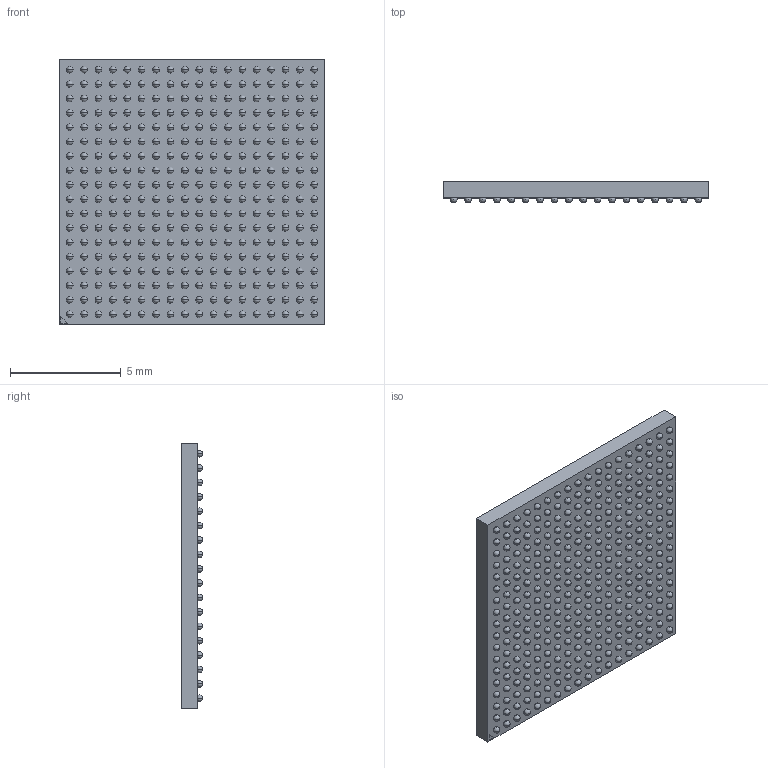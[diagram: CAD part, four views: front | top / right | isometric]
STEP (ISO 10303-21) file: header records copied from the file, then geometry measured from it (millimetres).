
FILE_DESCRIPTION (( 'STEP AP214' ), '1' );
FILE_NAME ('T120F324C3.STEP', '2021-09-06T17:18:01', ( '' ), ( '' ), 'SwSTEP 2.0', 'SolidWorks 2017', '' );
FILE_SCHEMA (( 'AUTOMOTIVE_DESIGN' ));
Length unit declared in the file: millimetre
Products named in the file (1): T120F324C3
Bounding box: 12 x 0.97 x 12 mm (x, y, z)
Volume: 111.4 mm3; surface area: 410.9 mm2
Topology: 327 solids, 327 shells, 994 faces, 2958 edges, 1972 vertices
Faces by surface type: sphere 648, plane 342, cylinder 4
Entity records: 24906 total; most frequent: DIRECTION 4632, CARTESIAN_POINT 3333, ORIENTED_EDGE 2676, AXIS2_PLACEMENT_3D 2299, EDGE_CURVE 1338, CIRCLE 1304, VERTEX_POINT 1000, EDGE_LOOP 996
